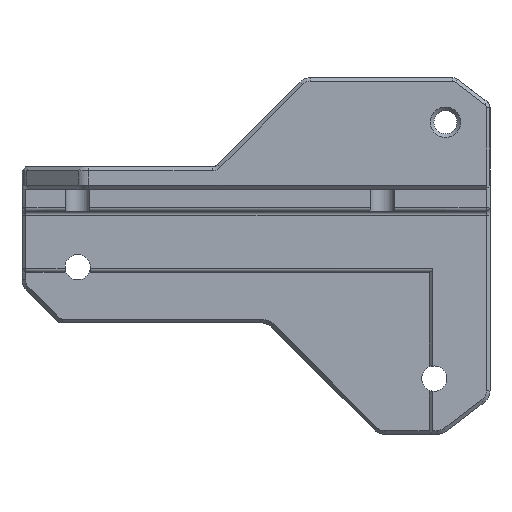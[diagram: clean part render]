
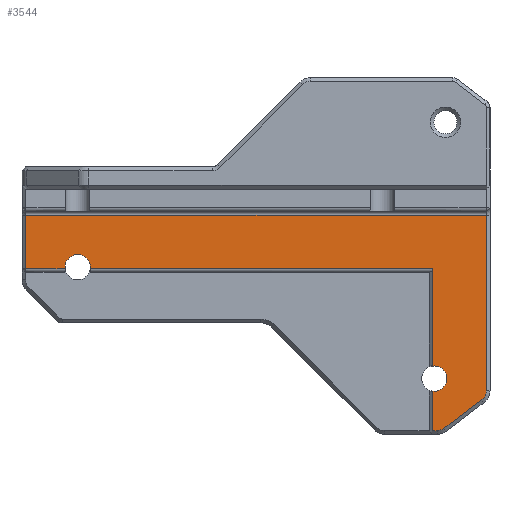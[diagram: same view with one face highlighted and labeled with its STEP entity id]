
A CAD part, left-side view. The second image highlights one B-rep face of the part: STEP entity #3544.
In plain terms, the highlighted planar face has unit normal (-1, 0, 0).
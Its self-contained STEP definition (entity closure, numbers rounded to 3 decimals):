
#123=CIRCLE('',#3742,1.7);
#125=CIRCLE('',#3746,1.7);
#185=CIRCLE('',#3861,1.5);
#186=CIRCLE('',#3862,1.5);
#378=FACE_OUTER_BOUND('',#604,.T.);
#604=EDGE_LOOP('',(#2705,#2706,#2707,#2708,#2709,#2710,#2711,#2712,#2713,
#2714,#2715,#2716,#2717,#2718,#2719,#2720,#2721));
#928=LINE('',#5771,#1281);
#933=LINE('',#5782,#1286);
#938=LINE('',#5799,#1291);
#942=LINE('',#5807,#1295);
#973=LINE('',#5884,#1326);
#974=LINE('',#5886,#1327);
#975=LINE('',#5890,#1328);
#976=LINE('',#5894,#1329);
#977=LINE('',#5896,#1330);
#978=LINE('',#5898,#1331);
#979=LINE('',#5899,#1332);
#980=LINE('',#5901,#1333);
#981=LINE('',#5902,#1334);
#1281=VECTOR('',#4500,1.);
#1286=VECTOR('',#4511,1.);
#1291=VECTOR('',#4530,1.);
#1295=VECTOR('',#4536,1.);
#1326=VECTOR('',#4605,1.);
#1327=VECTOR('',#4606,1.);
#1328=VECTOR('',#4609,1.);
#1329=VECTOR('',#4612,1.);
#1330=VECTOR('',#4613,1.);
#1331=VECTOR('',#4614,1.);
#1332=VECTOR('',#4615,1.);
#1333=VECTOR('',#4616,1.);
#1334=VECTOR('',#4617,1.);
#1512=VERTEX_POINT('',#5330);
#1513=VERTEX_POINT('',#5332);
#1515=VERTEX_POINT('',#5340);
#1516=VERTEX_POINT('',#5341);
#1683=VERTEX_POINT('',#5769);
#1686=VERTEX_POINT('',#5781);
#1691=VERTEX_POINT('',#5798);
#1694=VERTEX_POINT('',#5805);
#1721=VERTEX_POINT('',#5883);
#1722=VERTEX_POINT('',#5885);
#1723=VERTEX_POINT('',#5887);
#1724=VERTEX_POINT('',#5889);
#1725=VERTEX_POINT('',#5891);
#1726=VERTEX_POINT('',#5893);
#1727=VERTEX_POINT('',#5895);
#1728=VERTEX_POINT('',#5897);
#1729=VERTEX_POINT('',#5900);
#1833=EDGE_CURVE('',#1512,#1513,#123,.T.);
#1837=EDGE_CURVE('',#1515,#1516,#125,.T.);
#2027=EDGE_CURVE('',#1516,#1683,#928,.T.);
#2033=EDGE_CURVE('',#1515,#1686,#933,.T.);
#2042=EDGE_CURVE('',#1513,#1691,#938,.T.);
#2046=EDGE_CURVE('',#1512,#1694,#942,.T.);
#2085=EDGE_CURVE('',#1694,#1721,#973,.T.);
#2086=EDGE_CURVE('',#1721,#1722,#974,.T.);
#2087=EDGE_CURVE('',#1722,#1723,#185,.T.);
#2088=EDGE_CURVE('',#1723,#1724,#975,.T.);
#2089=EDGE_CURVE('',#1724,#1725,#186,.T.);
#2090=EDGE_CURVE('',#1725,#1726,#976,.T.);
#2091=EDGE_CURVE('',#1726,#1727,#977,.T.);
#2092=EDGE_CURVE('',#1727,#1728,#978,.T.);
#2093=EDGE_CURVE('',#1728,#1686,#979,.T.);
#2094=EDGE_CURVE('',#1683,#1729,#980,.T.);
#2095=EDGE_CURVE('',#1729,#1691,#981,.T.);
#2705=ORIENTED_EDGE('',*,*,#2042,.F.);
#2706=ORIENTED_EDGE('',*,*,#1833,.F.);
#2707=ORIENTED_EDGE('',*,*,#2046,.T.);
#2708=ORIENTED_EDGE('',*,*,#2085,.T.);
#2709=ORIENTED_EDGE('',*,*,#2086,.T.);
#2710=ORIENTED_EDGE('',*,*,#2087,.T.);
#2711=ORIENTED_EDGE('',*,*,#2088,.T.);
#2712=ORIENTED_EDGE('',*,*,#2089,.T.);
#2713=ORIENTED_EDGE('',*,*,#2090,.T.);
#2714=ORIENTED_EDGE('',*,*,#2091,.T.);
#2715=ORIENTED_EDGE('',*,*,#2092,.T.);
#2716=ORIENTED_EDGE('',*,*,#2093,.T.);
#2717=ORIENTED_EDGE('',*,*,#2033,.F.);
#2718=ORIENTED_EDGE('',*,*,#1837,.T.);
#2719=ORIENTED_EDGE('',*,*,#2027,.T.);
#2720=ORIENTED_EDGE('',*,*,#2094,.T.);
#2721=ORIENTED_EDGE('',*,*,#2095,.T.);
#3422=PLANE('',#3860);
#3544=ADVANCED_FACE('',(#378),#3422,.T.);
#3742=AXIS2_PLACEMENT_3D('',#5333,#4187,#4188);
#3746=AXIS2_PLACEMENT_3D('',#5342,#4197,#4198);
#3860=AXIS2_PLACEMENT_3D('',#5882,#4603,#4604);
#3861=AXIS2_PLACEMENT_3D('',#5888,#4607,#4608);
#3862=AXIS2_PLACEMENT_3D('',#5892,#4610,#4611);
#4187=DIRECTION('center_axis',(-1.,0.,0.));
#4188=DIRECTION('ref_axis',(0.,1.,0.));
#4197=DIRECTION('center_axis',(1.,0.,0.));
#4198=DIRECTION('ref_axis',(0.,1.,0.));
#4500=DIRECTION('',(0.,0.,-1.));
#4511=DIRECTION('',(0.,0.,-1.));
#4530=DIRECTION('',(0.,1.,0.));
#4536=DIRECTION('',(0.,1.,0.));
#4603=DIRECTION('center_axis',(-1.,0.,0.));
#4604=DIRECTION('ref_axis',(0.,0.,-1.));
#4605=DIRECTION('',(0.,0.,-1.));
#4606=DIRECTION('',(0.,-1.,0.));
#4607=DIRECTION('center_axis',(-1.,0.,0.));
#4608=DIRECTION('ref_axis',(0.,1.,0.));
#4609=DIRECTION('',(0.,-0.799,0.602));
#4610=DIRECTION('center_axis',(-1.,0.,0.));
#4611=DIRECTION('ref_axis',(0.,1.,0.));
#4612=DIRECTION('',(0.,0.,1.));
#4613=DIRECTION('',(0.,1.,0.));
#4614=DIRECTION('',(0.,0.,-1.));
#4615=DIRECTION('',(0.,-1.,0.));
#4616=DIRECTION('',(0.,-1.,0.));
#4617=DIRECTION('',(0.,0.,-1.));
#5330=CARTESIAN_POINT('',(71.5,7.5,-24.7));
#5332=CARTESIAN_POINT('',(71.5,7.5,-21.3));
#5333=CARTESIAN_POINT('Origin',(71.5,7.5,-23.));
#5340=CARTESIAN_POINT('',(71.5,57.2,-8.));
#5341=CARTESIAN_POINT('',(71.5,53.8,-8.));
#5342=CARTESIAN_POINT('Origin',(71.5,55.5,-8.));
#5769=CARTESIAN_POINT('',(71.5,53.8,-8.2));
#5771=CARTESIAN_POINT('',(71.5,53.8,-8.));
#5781=CARTESIAN_POINT('',(71.5,57.2,-8.2));
#5782=CARTESIAN_POINT('',(71.5,57.2,-15.5));
#5798=CARTESIAN_POINT('',(71.5,7.7,-21.3));
#5799=CARTESIAN_POINT('',(71.5,0.,-21.3));
#5805=CARTESIAN_POINT('',(71.5,7.7,-24.7));
#5807=CARTESIAN_POINT('',(71.5,7.5,-24.7));
#5882=CARTESIAN_POINT('Origin',(71.5,0.,
-15.5));
#5883=CARTESIAN_POINT('',(71.5,7.7,-30.));
#5884=CARTESIAN_POINT('',(71.5,7.7,-15.5));
#5885=CARTESIAN_POINT('',(71.5,7.113,-30.));
#5886=CARTESIAN_POINT('',(71.5,7.7,-30.));
#5887=CARTESIAN_POINT('',(71.5,6.21,-29.698));
#5888=CARTESIAN_POINT('Origin',(71.5,7.113,-28.5));
#5889=CARTESIAN_POINT('',(71.5,1.097,-25.845));
#5890=CARTESIAN_POINT('',(71.5,5.211,-28.945));
#5891=CARTESIAN_POINT('',(71.5,0.5,-24.647));
#5892=CARTESIAN_POINT('Origin',(71.5,2.,-24.647));
#5893=CARTESIAN_POINT('',(71.5,0.5,-1.));
#5894=CARTESIAN_POINT('',(71.5,0.5,-15.5));
#5895=CARTESIAN_POINT('',(71.5,62.5,-1.));
#5896=CARTESIAN_POINT('',(71.5,0.,-1.));
#5897=CARTESIAN_POINT('',(71.5,62.5,-8.2));
#5898=CARTESIAN_POINT('',(71.5,62.5,-1.));
#5899=CARTESIAN_POINT('',(71.5,0.,-8.2));
#5900=CARTESIAN_POINT('',(71.5,7.7,-8.2));
#5901=CARTESIAN_POINT('',(71.5,0.,-8.2));
#5902=CARTESIAN_POINT('',(71.5,7.7,-15.5));
